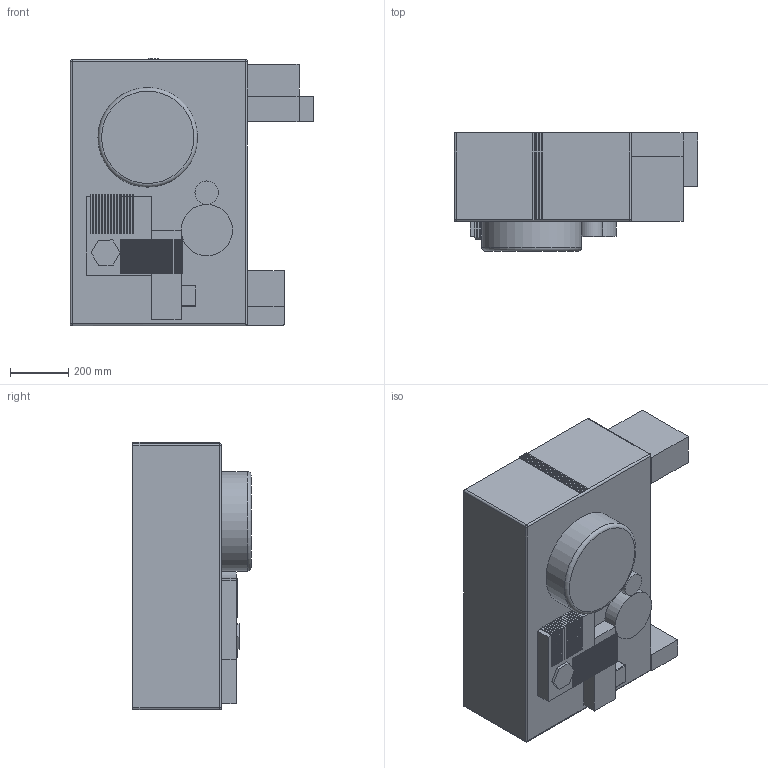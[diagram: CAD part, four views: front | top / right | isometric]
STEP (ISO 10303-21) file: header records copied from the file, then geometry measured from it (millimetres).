
FILE_DESCRIPTION(/* description */ (''),/* implementation_level */ '2;1');
FILE_NAME(/* name */ 'ECS Coolant Module.stp',/* time_stamp */ '2019-10-07T13:49:58-04:00',/* author */ (''),/* organization */ (''),/* preprocessor_version */ 'ST-DEVELOPER v16.7',/* originating_system */ 'SIEMENS PLM Software NX 1872',/* authorisation */ '');
FILE_SCHEMA (('AUTOMOTIVE_DESIGN { 1 0 10303 214 3 1 1 1 }'));
Length unit declared in the file: inch
Products named in the file (1): ECS Coolant Module
Bounding box: 838.2 x 406.4 x 919.48 mm (x, y, z)
Volume: 198225178.9 mm3; surface area: 3456161.7 mm2
Topology: 94 solids, 94 shells, 598 faces, 1215 edges, 798 vertices
Faces by surface type: plane 556, cylinder 34, sphere 7, torus 1
Full cylindrical faces by diameter (mm): 81.258 x1, 176.614 x1, 342.749 x1
Entity records: 15746 total; most frequent: CARTESIAN_POINT 2599, DIRECTION 2469, ORIENTED_EDGE 2406, EDGE_CURVE 1203, LINE 1135, VECTOR 1135, VERTEX_POINT 797, AXIS2_PLACEMENT_3D 667
